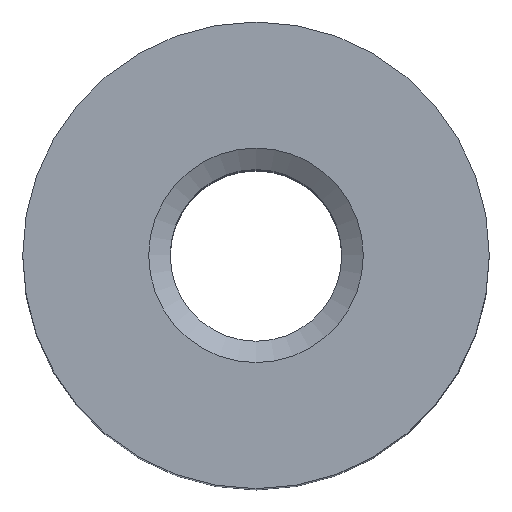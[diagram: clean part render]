
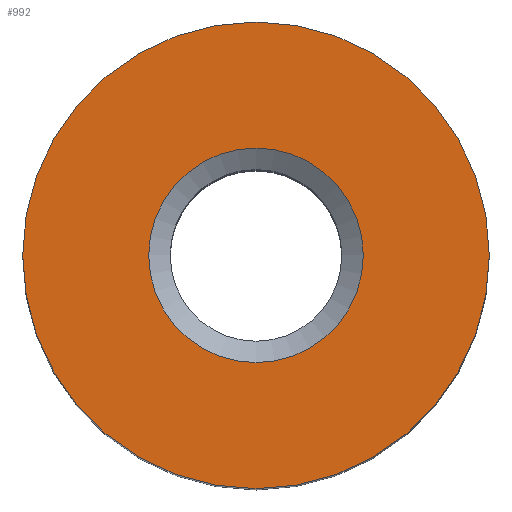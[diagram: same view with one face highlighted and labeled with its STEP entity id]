
A CAD part, top view. The second image highlights one B-rep face of the part: STEP entity #992.
In plain terms, the highlighted planar face has unit normal (0, 0, 1).
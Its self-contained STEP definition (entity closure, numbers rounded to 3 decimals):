
#18=PLANE($,#1169);
#135=FACE_BOUND($,#398,.T.);
#224=FACE_OUTER_BOUND($,#397,.T.);
#397=EDGE_LOOP($,(#842));
#398=EDGE_LOOP($,(#843));
#491=CIRCLE($,#1140,1.);
#492=CIRCLE($,#1170,2.175);
#580=VERTEX_POINT($,#1761);
#581=VERTEX_POINT($,#1792);
#669=EDGE_CURVE($,#580,#580,#491,.T.);
#670=EDGE_CURVE($,#581,#581,#492,.T.);
#842=ORIENTED_EDGE($,*,*,#670,.F.);
#843=ORIENTED_EDGE($,*,*,#669,.T.);
#992=ADVANCED_FACE($,(#224,#135),#18,.F.);
#1140=AXIS2_PLACEMENT_3D($,#1762,#1460,#1461);
#1169=AXIS2_PLACEMENT_3D($,#1791,#1518,#1519);
#1170=AXIS2_PLACEMENT_3D($,#1793,#1520,#1521);
#1460=DIRECTION('center_axis',(0.,0.,-1.));
#1461=DIRECTION('ref_axis',(-1.,0.,0.));
#1518=DIRECTION('center_axis',(0.,0.,-1.));
#1519=DIRECTION('ref_axis',(-1.,0.,0.));
#1520=DIRECTION('center_axis',(0.,0.,-1.));
#1521=DIRECTION('ref_axis',(-1.,0.,0.));
#1761=CARTESIAN_POINT('',(-1.,0.,7.));
#1762=CARTESIAN_POINT('Origin',(0.,0.,7.));
#1791=CARTESIAN_POINT('Origin',(0.,0.,7.));
#1792=CARTESIAN_POINT('',(-2.175,0.,7.));
#1793=CARTESIAN_POINT('Origin',(0.,0.,7.));
